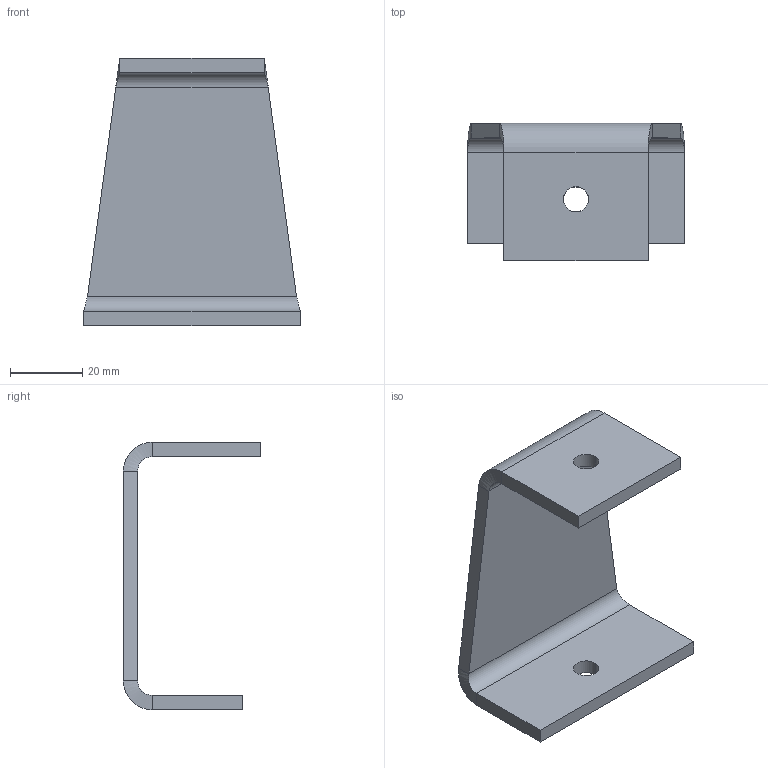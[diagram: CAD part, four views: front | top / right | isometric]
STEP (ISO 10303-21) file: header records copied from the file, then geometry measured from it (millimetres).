
FILE_DESCRIPTION(('CATIA V5 STEP Exchange'),'2;1');
FILE_NAME('gallerie_pied_h1.stp','2023-08-16T16:52:09+00:00',('none'),('none'),'CATIA Version 5 Release 21 GA (IN-10)','CATIA V5 STEP AP203','none');
FILE_SCHEMA(('CONFIG_CONTROL_DESIGN'));
Length unit declared in the file: millimetre
Products named in the file (1): gallerie_pied_h1
Bounding box: 60 x 38 x 74 mm (x, y, z)
Volume: 25862 mm3; surface area: 14567.2 mm2
Topology: 1 solids, 1 shells, 26 faces, 56 edges, 32 vertices
Faces by surface type: plane 14, cylinder 8, bspline 4
Entity records: 859 total; most frequent: CARTESIAN_POINT 302, ORIENTED_EDGE 112, DIRECTION 81, EDGE_CURVE 56, VECTOR 35, LINE 35, VERTEX_POINT 32, EDGE_LOOP 30
